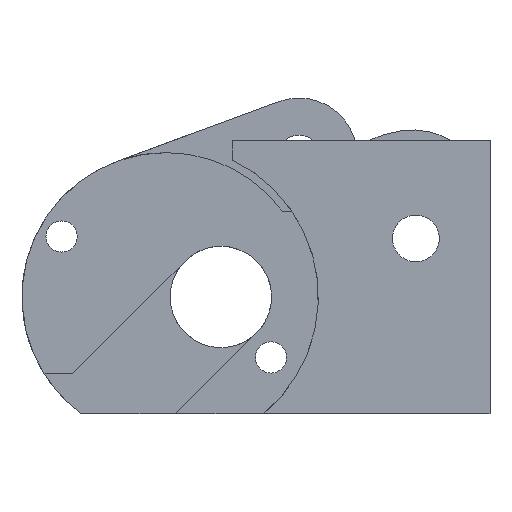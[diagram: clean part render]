
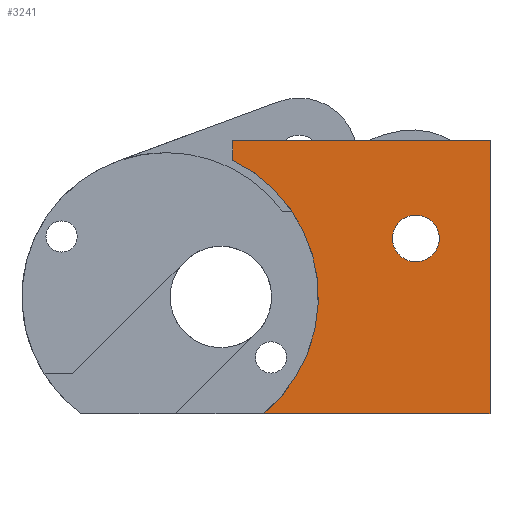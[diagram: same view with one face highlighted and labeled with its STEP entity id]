
A CAD part, left-side view. The second image highlights one B-rep face of the part: STEP entity #3241.
In plain terms, the highlighted planar face has unit normal (-1, 0, 0).
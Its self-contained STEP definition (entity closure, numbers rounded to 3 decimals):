
#41 = DIRECTION ( 'NONE',  ( 1., 0., 0. ) ) ;
#57 = VECTOR ( 'NONE', #678, 1000. ) ;
#83 = EDGE_CURVE ( 'NONE', #1425, #2290, #763, .T. ) ;
#93 = CARTESIAN_POINT ( 'NONE',  ( -70.75, 21.5, 0. ) ) ;
#95 = EDGE_CURVE ( 'NONE', #2290, #1425, #593, .T. ) ;
#190 = AXIS2_PLACEMENT_3D ( 'NONE', #2097, #1844, #2862 ) ;
#196 = CARTESIAN_POINT ( 'NONE',  ( -70.75, 0., 20. ) ) ;
#347 = VERTEX_POINT ( 'NONE', #3081 ) ;
#434 = CARTESIAN_POINT ( 'NONE',  ( -70.75, -10.5, 7.5 ) ) ;
#525 = EDGE_CURVE ( 'NONE', #1086, #2434, #2444, .T. ) ;
#533 = CARTESIAN_POINT ( 'NONE',  ( -70.75, -20., 11. ) ) ;
#593 = CIRCLE ( 'NONE', #2881, 3. ) ;
#601 = DIRECTION ( 'NONE',  ( 1., 0., 0. ) ) ;
#654 = CARTESIAN_POINT ( 'NONE',  ( -70.75, -20., 20. ) ) ;
#659 = CARTESIAN_POINT ( 'NONE',  ( -70.75, -20., -15. ) ) ;
#678 = DIRECTION ( 'NONE',  ( 0., -1., 0. ) ) ;
#763 = CIRCLE ( 'NONE', #190, 3. ) ;
#820 = CIRCLE ( 'NONE', #2787, 19.5 ) ;
#841 = ORIENTED_EDGE ( 'NONE', *, *, #2442, .F. ) ;
#862 = ORIENTED_EDGE ( 'NONE', *, *, #83, .T. ) ;
#886 = CARTESIAN_POINT ( 'NONE',  ( -70.75, -20., 11. ) ) ;
#901 = VERTEX_POINT ( 'NONE', #654 ) ;
#943 = AXIS2_PLACEMENT_3D ( 'NONE', #533, #41, #1272 ) ;
#959 = DIRECTION ( 'NONE',  ( 1., 0., 0. ) ) ;
#1071 = EDGE_LOOP ( 'NONE', ( #2842, #862 ) ) ;
#1086 = VERTEX_POINT ( 'NONE', #1820 ) ;
#1101 = ORIENTED_EDGE ( 'NONE', *, *, #2271, .T. ) ;
#1192 = DIRECTION ( 'NONE',  ( 0., -1., 0. ) ) ;
#1272 = DIRECTION ( 'NONE',  ( 0., 1., 0. ) ) ;
#1310 = DIRECTION ( 'NONE',  ( 0., 0., -1. ) ) ;
#1315 = VERTEX_POINT ( 'NONE', #2152 ) ;
#1324 = LINE ( 'NONE', #886, #2504 ) ;
#1325 = EDGE_CURVE ( 'NONE', #1315, #901, #2920, .T. ) ;
#1425 = VERTEX_POINT ( 'NONE', #2694 ) ;
#1642 = ORIENTED_EDGE ( 'NONE', *, *, #525, .T. ) ;
#1699 = CARTESIAN_POINT ( 'NONE',  ( -70.75, -10.5, 4.5 ) ) ;
#1820 = CARTESIAN_POINT ( 'NONE',  ( -70.75, 9.04, -15. ) ) ;
#1844 = DIRECTION ( 'NONE',  ( 1., 0., 0. ) ) ;
#1903 = CARTESIAN_POINT ( 'NONE',  ( -70.75, 13., 20. ) ) ;
#2052 = EDGE_CURVE ( 'NONE', #347, #1086, #820, .T. ) ;
#2097 = CARTESIAN_POINT ( 'NONE',  ( -70.75, -10.5, 7.5 ) ) ;
#2152 = CARTESIAN_POINT ( 'NONE',  ( -70.75, 13., 20. ) ) ;
#2206 = DIRECTION ( 'NONE',  ( 0., 0., -1. ) ) ;
#2237 = LINE ( 'NONE', #1903, #2680 ) ;
#2255 = PLANE ( 'NONE',  #943 ) ;
#2271 = EDGE_CURVE ( 'NONE', #1315, #347, #2237, .T. ) ;
#2276 = ORIENTED_EDGE ( 'NONE', *, *, #1325, .F. ) ;
#2290 = VERTEX_POINT ( 'NONE', #1699 ) ;
#2371 = DIRECTION ( 'NONE',  ( 0., 0., -1. ) ) ;
#2383 = EDGE_LOOP ( 'NONE', ( #1101, #2808, #1642, #841, #2276 ) ) ;
#2434 = VERTEX_POINT ( 'NONE', #3149 ) ;
#2442 = EDGE_CURVE ( 'NONE', #901, #2434, #1324, .T. ) ;
#2444 = LINE ( 'NONE', #659, #57 ) ;
#2504 = VECTOR ( 'NONE', #2371, 1000. ) ;
#2533 = FACE_BOUND ( 'NONE', #1071, .T. ) ;
#2680 = VECTOR ( 'NONE', #2206, 1000. ) ;
#2694 = CARTESIAN_POINT ( 'NONE',  ( -70.75, -10.5, 10.5 ) ) ;
#2787 = AXIS2_PLACEMENT_3D ( 'NONE', #93, #601, #1310 ) ;
#2808 = ORIENTED_EDGE ( 'NONE', *, *, #2052, .T. ) ;
#2831 = FACE_OUTER_BOUND ( 'NONE', #2383, .T. ) ;
#2842 = ORIENTED_EDGE ( 'NONE', *, *, #95, .T. ) ;
#2862 = DIRECTION ( 'NONE',  ( 0., 0., -1. ) ) ;
#2881 = AXIS2_PLACEMENT_3D ( 'NONE', #434, #959, #3194 ) ;
#2920 = LINE ( 'NONE', #196, #3105 ) ;
#3081 = CARTESIAN_POINT ( 'NONE',  ( -70.75, 13., 17.55 ) ) ;
#3105 = VECTOR ( 'NONE', #1192, 1000. ) ;
#3149 = CARTESIAN_POINT ( 'NONE',  ( -70.75, -20., -15. ) ) ;
#3194 = DIRECTION ( 'NONE',  ( 0., 0., -1. ) ) ;
#3241 = ADVANCED_FACE ( 'NONE', ( #2533, #2831 ), #2255, .F. ) ;
